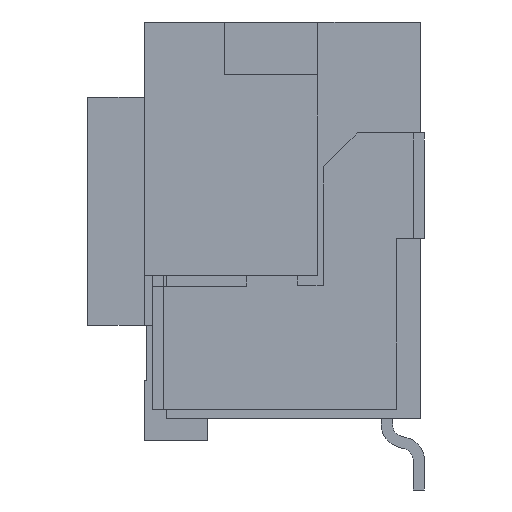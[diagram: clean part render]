
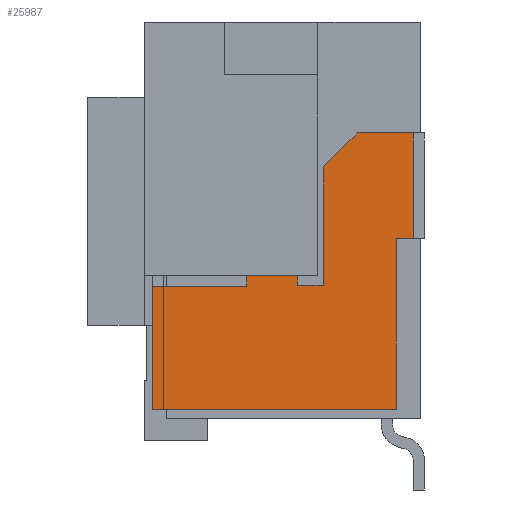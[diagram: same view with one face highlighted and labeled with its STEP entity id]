
A CAD part, left-side view. The second image highlights one B-rep face of the part: STEP entity #25987.
In plain terms, the highlighted planar face has unit normal (-1, 0, 0).
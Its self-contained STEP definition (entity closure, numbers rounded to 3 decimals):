
#999=DIRECTION('',(0.,1.,0.));
#1000=VECTOR('',#999,0.67);
#1001=CARTESIAN_POINT('',(-19.095,-0.2,-0.735));
#1002=LINE('',#1001,#1000);
#4831=DIRECTION('',(0.,0.,-1.));
#4832=VECTOR('',#4831,1.4);
#4833=CARTESIAN_POINT('',(-19.095,-1.73,1.155));
#4834=LINE('',#4833,#4832);
#4835=DIRECTION('',(0.,1.,0.));
#4836=VECTOR('',#4835,0.22);
#4837=CARTESIAN_POINT('',(-19.095,-1.73,-0.245));
#4838=LINE('',#4837,#4836);
#4839=DIRECTION('',(0.,0.,-1.));
#4840=VECTOR('',#4839,2.26);
#4841=CARTESIAN_POINT('',(-19.095,-1.51,-0.245));
#4842=LINE('',#4841,#4840);
#4843=DIRECTION('',(0.,1.,0.));
#4844=VECTOR('',#4843,3.23);
#4845=CARTESIAN_POINT('',(-19.095,-1.51,-2.505));
#4846=LINE('',#4845,#4844);
#4847=DIRECTION('',(0.,0.,1.));
#4848=VECTOR('',#4847,1.63);
#4849=CARTESIAN_POINT('',(-19.095,1.72,-2.505));
#4850=LINE('',#4849,#4848);
#4851=DIRECTION('',(0.,-1.,0.));
#4852=VECTOR('',#4851,1.25);
#4853=CARTESIAN_POINT('',(-19.095,1.72,-0.875));
#4854=LINE('',#4853,#4852);
#4855=DIRECTION('',(0.,0.,1.));
#4856=VECTOR('',#4855,0.14);
#4857=CARTESIAN_POINT('',(-19.095,0.47,-0.875));
#4858=LINE('',#4857,#4856);
#4859=DIRECTION('',(0.,0.,-1.));
#4860=VECTOR('',#4859,0.13);
#4861=CARTESIAN_POINT('',(-19.095,-0.2,-0.735));
#4862=LINE('',#4861,#4860);
#4863=DIRECTION('',(0.,-1.,0.));
#4864=VECTOR('',#4863,0.34);
#4865=CARTESIAN_POINT('',(-19.095,-0.2,-0.865));
#4866=LINE('',#4865,#4864);
#4867=DIRECTION('',(0.,0.,1.));
#4868=VECTOR('',#4867,1.57);
#4869=CARTESIAN_POINT('',(-19.095,-0.54,-0.865));
#4870=LINE('',#4869,#4868);
#4871=DIRECTION('',(0.,-0.707,0.707));
#4872=VECTOR('',#4871,0.636);
#4873=CARTESIAN_POINT('',(-19.095,-0.54,0.705));
#4874=LINE('',#4873,#4872);
#4875=DIRECTION('',(0.,-1.,0.));
#4876=VECTOR('',#4875,0.74);
#4877=CARTESIAN_POINT('',(-19.095,-0.99,1.155));
#4878=LINE('',#4877,#4876);
#17309=CARTESIAN_POINT('',(-19.095,-1.73,-0.245));
#17310=VERTEX_POINT('',#17309);
#17311=CARTESIAN_POINT('',(-19.095,-1.73,1.155));
#17312=VERTEX_POINT('',#17311);
#21185=CARTESIAN_POINT('',(-19.095,-0.2,-0.865));
#21186=CARTESIAN_POINT('',(-19.095,-0.54,-0.865));
#21187=VERTEX_POINT('',#21185);
#21188=VERTEX_POINT('',#21186);
#21189=CARTESIAN_POINT('',(-19.095,-0.54,0.705));
#21190=VERTEX_POINT('',#21189);
#21191=CARTESIAN_POINT('',(-19.095,-0.99,1.155));
#21192=VERTEX_POINT('',#21191);
#21193=CARTESIAN_POINT('',(-19.095,-1.51,-0.245));
#21194=CARTESIAN_POINT('',(-19.095,-1.51,-2.505));
#21195=VERTEX_POINT('',#21193);
#21196=VERTEX_POINT('',#21194);
#21197=CARTESIAN_POINT('',(-19.095,1.72,-2.505));
#21198=VERTEX_POINT('',#21197);
#21199=CARTESIAN_POINT('',(-19.095,1.72,-0.875));
#21200=VERTEX_POINT('',#21199);
#21201=CARTESIAN_POINT('',(-19.095,0.47,-0.875));
#21202=VERTEX_POINT('',#21201);
#21207=CARTESIAN_POINT('',(-19.095,-0.2,-0.735));
#21208=VERTEX_POINT('',#21207);
#21373=CARTESIAN_POINT('',(-19.095,0.47,-0.735));
#21374=VERTEX_POINT('',#21373);
#25958=CARTESIAN_POINT('',(-19.095,0.,-2.625));
#25959=DIRECTION('',(1.,0.,0.));
#25960=DIRECTION('',(0.,0.,-1.));
#25961=AXIS2_PLACEMENT_3D('',#25958,#25959,#25960);
#25962=PLANE('',#25961);
#25964=ORIENTED_EDGE('',*,*,#25963,.T.);
#25966=ORIENTED_EDGE('',*,*,#25965,.T.);
#25967=ORIENTED_EDGE('',*,*,#25951,.T.);
#25968=ORIENTED_EDGE('',*,*,#25906,.T.);
#25969=ORIENTED_EDGE('',*,*,#25783,.T.);
#25971=ORIENTED_EDGE('',*,*,#25970,.T.);
#25973=ORIENTED_EDGE('',*,*,#25972,.T.);
#25974=ORIENTED_EDGE('',*,*,#22594,.F.);
#25976=ORIENTED_EDGE('',*,*,#25975,.T.);
#25978=ORIENTED_EDGE('',*,*,#25977,.T.);
#25980=ORIENTED_EDGE('',*,*,#25979,.T.);
#25982=ORIENTED_EDGE('',*,*,#25981,.T.);
#25984=ORIENTED_EDGE('',*,*,#25983,.T.);
#25985=EDGE_LOOP('',(#25964,#25966,#25967,#25968,#25969,#25971,#25973,#25974,
#25976,#25978,#25980,#25982,#25984));
#25986=FACE_OUTER_BOUND('',#25985,.F.);
#25987=ADVANCED_FACE('',(#25986),#25962,.F.);
#22594=EDGE_CURVE('',#21208,#21374,#1002,.T.);
#25783=EDGE_CURVE('',#21198,#21200,#4850,.T.);
#25906=EDGE_CURVE('',#21196,#21198,#4846,.T.);
#25951=EDGE_CURVE('',#21195,#21196,#4842,.T.);
#25963=EDGE_CURVE('',#17312,#17310,#4834,.T.);
#25965=EDGE_CURVE('',#17310,#21195,#4838,.T.);
#25970=EDGE_CURVE('',#21200,#21202,#4854,.T.);
#25972=EDGE_CURVE('',#21202,#21374,#4858,.T.);
#25975=EDGE_CURVE('',#21208,#21187,#4862,.T.);
#25977=EDGE_CURVE('',#21187,#21188,#4866,.T.);
#25979=EDGE_CURVE('',#21188,#21190,#4870,.T.);
#25981=EDGE_CURVE('',#21190,#21192,#4874,.T.);
#25983=EDGE_CURVE('',#21192,#17312,#4878,.T.);
